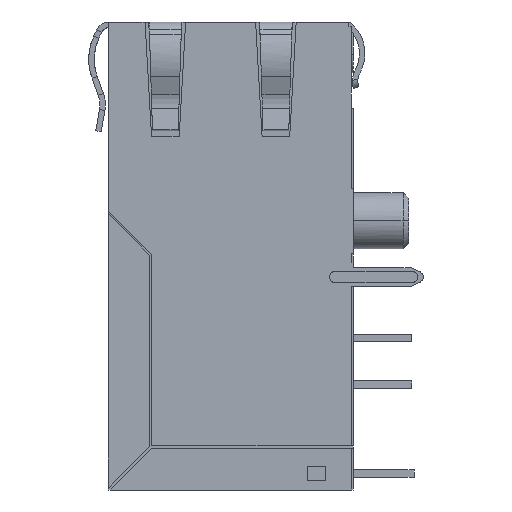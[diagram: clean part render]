
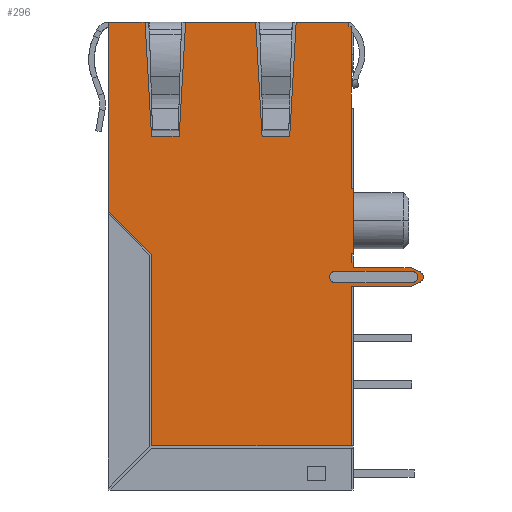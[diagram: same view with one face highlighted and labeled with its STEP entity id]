
A CAD part, left-side view. The second image highlights one B-rep face of the part: STEP entity #296.
In plain terms, the highlighted planar face has unit normal (-1, 0, 0).
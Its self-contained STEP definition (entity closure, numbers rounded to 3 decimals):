
#296=ADVANCED_FACE('',(#1286,#1287),#1288,.T.);
#1286=FACE_OUTER_BOUND('',#3023,.T.);
#1287=FACE_BOUND('',#3024,.T.);
#1288=PLANE('',#3025);
#3023=EDGE_LOOP('',(#6606,#6607,#6608,#6609,#6610,#6611,#6612,#6613,#6614,#6615,#6616,#6617,#6618,#6619,#6620,#6621,#6622,#6623,#6624,#6625,#6626,#6627,#6628,#6629,#6630,#6631,#6632,#6633));
#3024=EDGE_LOOP('',(#6634,#6635,#6636,#6637));
#3025=AXIS2_PLACEMENT_3D('',#6638,#6639,#6640);
#6606=ORIENTED_EDGE('',*,*,#11477,.T.);
#6607=ORIENTED_EDGE('',*,*,#11478,.T.);
#6608=ORIENTED_EDGE('',*,*,#10858,.F.);
#6609=ORIENTED_EDGE('',*,*,#11337,.T.);
#6610=ORIENTED_EDGE('',*,*,#11479,.F.);
#6611=ORIENTED_EDGE('',*,*,#11480,.F.);
#6612=ORIENTED_EDGE('',*,*,#11481,.F.);
#6613=ORIENTED_EDGE('',*,*,#11482,.T.);
#6614=ORIENTED_EDGE('',*,*,#11483,.T.);
#6615=ORIENTED_EDGE('',*,*,#11484,.F.);
#6616=ORIENTED_EDGE('',*,*,#11485,.F.);
#6617=ORIENTED_EDGE('',*,*,#11486,.F.);
#6618=ORIENTED_EDGE('',*,*,#11487,.F.);
#6619=ORIENTED_EDGE('',*,*,#10654,.F.);
#6620=ORIENTED_EDGE('',*,*,#11488,.F.);
#6621=ORIENTED_EDGE('',*,*,#11489,.F.);
#6622=ORIENTED_EDGE('',*,*,#11490,.F.);
#6623=ORIENTED_EDGE('',*,*,#10713,.F.);
#6624=ORIENTED_EDGE('',*,*,#11491,.F.);
#6625=ORIENTED_EDGE('',*,*,#11492,.F.);
#6626=ORIENTED_EDGE('',*,*,#10783,.T.);
#6627=ORIENTED_EDGE('',*,*,#10785,.T.);
#6628=ORIENTED_EDGE('',*,*,#10802,.F.);
#6629=ORIENTED_EDGE('',*,*,#11493,.T.);
#6630=ORIENTED_EDGE('',*,*,#11494,.T.);
#6631=ORIENTED_EDGE('',*,*,#11495,.T.);
#6632=ORIENTED_EDGE('',*,*,#10866,.F.);
#6633=ORIENTED_EDGE('',*,*,#11496,.T.);
#6634=ORIENTED_EDGE('',*,*,#11497,.F.);
#6635=ORIENTED_EDGE('',*,*,#11498,.F.);
#6636=ORIENTED_EDGE('',*,*,#11499,.F.);
#6637=ORIENTED_EDGE('',*,*,#11500,.F.);
#6638=CARTESIAN_POINT('',(-8.1,-6.5,12.45));
#6639=DIRECTION('',(-1.0,0.0,0.0));
#6640=DIRECTION('',(0.0,0.0,1.0));
#10654=EDGE_CURVE('',#12696,#12698,#12699,.T.);
#10713=EDGE_CURVE('',#12813,#12807,#12815,.T.);
#10783=EDGE_CURVE('',#12940,#12938,#12941,.T.);
#10785=EDGE_CURVE('',#12938,#12943,#12944,.T.);
#10802=EDGE_CURVE('',#12973,#12943,#12976,.T.);
#10858=EDGE_CURVE('',#13082,#13084,#13085,.T.);
#10866=EDGE_CURVE('',#13098,#13100,#13101,.T.);
#11337=EDGE_CURVE('',#13082,#13904,#13906,.T.);
#11477=EDGE_CURVE('',#14120,#14121,#14122,.T.);
#11478=EDGE_CURVE('',#14121,#13084,#14123,.T.);
#11479=EDGE_CURVE('',#14124,#13904,#14125,.T.);
#11480=EDGE_CURVE('',#14126,#14124,#14127,.T.);
#11481=EDGE_CURVE('',#14128,#14126,#14129,.T.);
#11482=EDGE_CURVE('',#14128,#14130,#14131,.T.);
#11483=EDGE_CURVE('',#14130,#14132,#14133,.T.);
#11484=EDGE_CURVE('',#14134,#14132,#14135,.T.);
#11485=EDGE_CURVE('',#14136,#14134,#14137,.T.);
#11486=EDGE_CURVE('',#14138,#14136,#14139,.T.);
#11487=EDGE_CURVE('',#12698,#14138,#14140,.T.);
#11488=EDGE_CURVE('',#14141,#12696,#14142,.T.);
#11489=EDGE_CURVE('',#14143,#14141,#14144,.T.);
#11490=EDGE_CURVE('',#12807,#14143,#14145,.T.);
#11491=EDGE_CURVE('',#14146,#12813,#14147,.T.);
#11492=EDGE_CURVE('',#12940,#14146,#14148,.T.);
#11493=EDGE_CURVE('',#12973,#14149,#14150,.T.);
#11494=EDGE_CURVE('',#14149,#14151,#14152,.T.);
#11495=EDGE_CURVE('',#14151,#13100,#14153,.T.);
#11496=EDGE_CURVE('',#13098,#14120,#14154,.T.);
#11497=EDGE_CURVE('',#14155,#14156,#14157,.T.);
#11498=EDGE_CURVE('',#14158,#14155,#14159,.T.);
#11499=EDGE_CURVE('',#14160,#14158,#14161,.T.);
#11500=EDGE_CURVE('',#14156,#14160,#14162,.T.);
#12696=VERTEX_POINT('',#15985);
#12698=VERTEX_POINT('',#15988);
#12699=LINE('',#15989,#15990);
#12807=VERTEX_POINT('',#16152);
#12813=VERTEX_POINT('',#16161);
#12815=LINE('',#16164,#16165);
#12938=VERTEX_POINT('',#16356);
#12940=VERTEX_POINT('',#16359);
#12941=LINE('',#16360,#16361);
#12943=VERTEX_POINT('',#16364);
#12944=LINE('',#16365,#16366);
#12973=VERTEX_POINT('',#16410);
#12976=LINE('',#16414,#16415);
#13082=VERTEX_POINT('',#16575);
#13084=VERTEX_POINT('',#16578);
#13085=LINE('',#16579,#16580);
#13098=VERTEX_POINT('',#16599);
#13100=VERTEX_POINT('',#16602);
#13101=LINE('',#16603,#16604);
#13904=VERTEX_POINT('',#17849);
#13906=LINE('',#17852,#17853);
#14120=VERTEX_POINT('',#18388);
#14121=VERTEX_POINT('',#18389);
#14122=LINE('',#18390,#18391);
#14123=LINE('',#18392,#18393);
#14124=VERTEX_POINT('',#18394);
#14125=LINE('',#18395,#18396);
#14126=VERTEX_POINT('',#18397);
#14127=LINE('',#18398,#18399);
#14128=VERTEX_POINT('',#18400);
#14129=LINE('',#18401,#18402);
#14130=VERTEX_POINT('',#18403);
#14131=LINE('',#18404,#18405);
#14132=VERTEX_POINT('',#18406);
#14133=LINE('',#18407,#18408);
#14134=VERTEX_POINT('',#18409);
#14135=LINE('',#18410,#18411);
#14136=VERTEX_POINT('',#18412);
#14137=CIRCLE('',#18413,0.3);
#14138=VERTEX_POINT('',#18414);
#14139=LINE('',#18415,#18416);
#14140=LINE('',#18417,#18418);
#14141=VERTEX_POINT('',#18419);
#14142=LINE('',#18420,#18421);
#14143=VERTEX_POINT('',#18422);
#14144=LINE('',#18423,#18424);
#14145=LINE('',#18425,#18426);
#14146=VERTEX_POINT('',#18427);
#14147=LINE('',#18428,#18429);
#14148=LINE('',#18430,#18431);
#14149=VERTEX_POINT('',#18432);
#14150=LINE('',#18433,#18434);
#14151=VERTEX_POINT('',#18435);
#14152=LINE('',#18436,#18437);
#14153=LINE('',#18438,#18439);
#14154=LINE('',#18440,#18441);
#14155=VERTEX_POINT('',#18442);
#14156=VERTEX_POINT('',#18443);
#14157=LINE('',#18444,#18445);
#14158=VERTEX_POINT('',#18446);
#14159=CIRCLE('',#18447,0.3);
#14160=VERTEX_POINT('',#18448);
#14161=LINE('',#18449,#18450);
#14162=CIRCLE('',#18451,0.3);
#15985=CARTESIAN_POINT('',(-8.1,-6.5,-0.34));
#15988=CARTESIAN_POINT('',(-8.1,-6.5,-0.64));
#15989=CARTESIAN_POINT('',(-8.1,-6.5,-0.34));
#15990=VECTOR('',#21456,1000.0);
#16152=CARTESIAN_POINT('',(-8.1,-6.5,0.16));
#16161=CARTESIAN_POINT('',(-8.1,-6.5,3.66));
#16164=CARTESIAN_POINT('',(-8.1,-6.5,3.66));
#16165=VECTOR('',#21515,1000.0);
#16356=CARTESIAN_POINT('',(-8.1,-6.25,12.45));
#16359=CARTESIAN_POINT('',(-8.1,-6.4,12.45));
#16360=CARTESIAN_POINT('',(-8.1,-6.4,12.45));
#16361=VECTOR('',#21585,1000.0);
#16364=CARTESIAN_POINT('',(-8.1,-6.25,12.7));
#16365=CARTESIAN_POINT('',(-8.1,-6.25,12.45));
#16366=VECTOR('',#21587,1000.0);
#16410=CARTESIAN_POINT('',(-8.1,-3.4,12.7));
#16414=CARTESIAN_POINT('',(-8.1,-3.4,12.7));
#16415=VECTOR('',#21604,1000.0);
#16575=CARTESIAN_POINT('',(-8.1,6.8,12.7));
#16578=CARTESIAN_POINT('',(-8.1,4.8,12.7));
#16579=CARTESIAN_POINT('',(-8.1,6.8,12.7));
#16580=VECTOR('',#21660,1000.0);
#16599=CARTESIAN_POINT('',(-8.1,2.6,12.7));
#16602=CARTESIAN_POINT('',(-8.1,-1.2,12.7));
#16603=CARTESIAN_POINT('',(-8.1,2.6,12.7));
#16604=VECTOR('',#21668,1000.0);
#17849=CARTESIAN_POINT('',(-8.1,6.8,2.441));
#17852=CARTESIAN_POINT('',(-8.1,6.8,12.7));
#17853=VECTOR('',#22193,1000.0);
#18388=CARTESIAN_POINT('',(-8.1,2.95,6.5));
#18389=CARTESIAN_POINT('',(-8.1,4.45,6.5));
#18390=CARTESIAN_POINT('',(-8.1,2.95,6.5));
#18391=VECTOR('',#22293,1000.0);
#18392=CARTESIAN_POINT('',(-8.1,4.45,6.5));
#18393=VECTOR('',#22294,1000.0);
#18394=CARTESIAN_POINT('',(-8.1,4.45,0.091));
#18395=CARTESIAN_POINT('',(-8.1,4.45,0.091));
#18396=VECTOR('',#22295,1000.0);
#18397=CARTESIAN_POINT('',(-8.1,4.45,-10.3));
#18398=CARTESIAN_POINT('',(-8.1,4.45,-10.3));
#18399=VECTOR('',#22296,1000.0);
#18400=CARTESIAN_POINT('',(-8.1,-6.4,-10.3));
#18401=CARTESIAN_POINT('',(-8.1,-6.4,-10.3));
#18402=VECTOR('',#22297,1000.0);
#18403=CARTESIAN_POINT('',(-8.1,-6.4,-1.64));
#18404=CARTESIAN_POINT('',(-8.1,-6.4,-10.3));
#18405=VECTOR('',#22298,1000.0);
#18406=CARTESIAN_POINT('',(-8.1,-9.638,-1.64));
#18407=CARTESIAN_POINT('',(-8.1,-6.4,-1.64));
#18408=VECTOR('',#22299,1000.0);
#18409=CARTESIAN_POINT('',(-8.1,-10.127,-1.412));
#18410=CARTESIAN_POINT('',(-8.1,-10.127,-1.412));
#18411=VECTOR('',#22300,1000.0);
#18412=CARTESIAN_POINT('',(-8.1,-10.127,-0.868));
#18413=AXIS2_PLACEMENT_3D('',#22301,#22302,#22303);
#18414=CARTESIAN_POINT('',(-8.1,-9.638,-0.64));
#18415=CARTESIAN_POINT('',(-8.1,-9.638,-0.64));
#18416=VECTOR('',#22304,1000.0);
#18417=CARTESIAN_POINT('',(-8.1,-6.5,-0.64));
#18418=VECTOR('',#22305,1000.0);
#18419=CARTESIAN_POINT('',(-8.1,-6.4,-0.34));
#18420=CARTESIAN_POINT('',(-8.1,-6.4,-0.34));
#18421=VECTOR('',#22306,1000.0);
#18422=CARTESIAN_POINT('',(-8.1,-6.4,0.16));
#18423=CARTESIAN_POINT('',(-8.1,-6.4,0.16));
#18424=VECTOR('',#22307,1000.0);
#18425=CARTESIAN_POINT('',(-8.1,-6.5,0.16));
#18426=VECTOR('',#22308,1000.0);
#18427=CARTESIAN_POINT('',(-8.1,-6.4,3.66));
#18428=CARTESIAN_POINT('',(-8.1,-6.4,3.66));
#18429=VECTOR('',#22309,1000.0);
#18430=CARTESIAN_POINT('',(-8.1,-6.4,12.45));
#18431=VECTOR('',#22310,1000.0);
#18432=CARTESIAN_POINT('',(-8.1,-3.05,6.5));
#18433=CARTESIAN_POINT('',(-8.1,-3.4,12.7));
#18434=VECTOR('',#22311,1000.0);
#18435=CARTESIAN_POINT('',(-8.1,-1.55,6.5));
#18436=CARTESIAN_POINT('',(-8.1,-3.05,6.5));
#18437=VECTOR('',#22312,1000.0);
#18438=CARTESIAN_POINT('',(-8.1,-1.55,6.5));
#18439=VECTOR('',#22313,1000.0);
#18440=CARTESIAN_POINT('',(-8.1,2.6,12.7));
#18441=VECTOR('',#22314,1000.0);
#18442=CARTESIAN_POINT('',(-8.1,-9.7,-0.84));
#18443=CARTESIAN_POINT('',(-8.1,-5.5,-0.84));
#18444=CARTESIAN_POINT('',(-8.1,-9.7,-0.84));
#18445=VECTOR('',#22315,1000.0);
#18446=CARTESIAN_POINT('',(-8.1,-9.7,-1.44));
#18447=AXIS2_PLACEMENT_3D('',#22316,#22317,#22318);
#18448=CARTESIAN_POINT('',(-8.1,-5.5,-1.44));
#18449=CARTESIAN_POINT('',(-8.1,-5.5,-1.44));
#18450=VECTOR('',#22319,1000.0);
#18451=AXIS2_PLACEMENT_3D('',#22320,#22321,#22322);
#21456=DIRECTION('',(0.0,0.0,-1.0));
#21515=DIRECTION('',(0.0,0.0,-1.0));
#21585=DIRECTION('',(0.0,1.0,0.0));
#21587=DIRECTION('',(0.0,0.0,1.0));
#21604=DIRECTION('',(0.0,-1.0,0.0));
#21660=DIRECTION('',(0.0,-1.0,0.0));
#21668=DIRECTION('',(0.0,-1.0,0.0));
#22193=DIRECTION('',(0.0,0.0,-1.0));
#22293=DIRECTION('',(0.0,1.0,0.0));
#22294=DIRECTION('',(0.0,0.056,0.998));
#22295=DIRECTION('',(0.0,0.707,0.707));
#22296=DIRECTION('',(0.0,0.0,1.0));
#22297=DIRECTION('',(0.0,1.0,0.0));
#22298=DIRECTION('',(0.0,0.0,1.0));
#22299=DIRECTION('',(0.0,-1.0,0.0));
#22300=DIRECTION('',(0.0,0.906,-0.423));
#22301=CARTESIAN_POINT('',(-8.1,-10.0,-1.14));
#22302=DIRECTION('',(1.0,0.0,0.0));
#22303=DIRECTION('',(0.0,-0.423,0.906));
#22304=DIRECTION('',(0.0,-0.906,-0.423));
#22305=DIRECTION('',(0.0,-1.0,0.0));
#22306=DIRECTION('',(0.0,-1.0,0.0));
#22307=DIRECTION('',(0.0,0.0,-1.0));
#22308=DIRECTION('',(0.0,1.0,0.0));
#22309=DIRECTION('',(0.0,-1.0,0.0));
#22310=DIRECTION('',(0.0,0.0,-1.0));
#22311=DIRECTION('',(0.0,0.056,-0.998));
#22312=DIRECTION('',(0.0,1.0,0.0));
#22313=DIRECTION('',(0.0,0.056,0.998));
#22314=DIRECTION('',(0.0,0.056,-0.998));
#22315=DIRECTION('',(0.0,1.0,0.0));
#22316=CARTESIAN_POINT('',(-8.1,-9.7,-1.14));
#22317=DIRECTION('',(-1.0,-0.0,0.0));
#22318=DIRECTION('',(0.0,0.,-1.0));
#22319=DIRECTION('',(0.0,-1.0,0.0));
#22320=CARTESIAN_POINT('',(-8.1,-5.5,-1.14));
#22321=DIRECTION('',(-1.0,0.0,0.0));
#22322=DIRECTION('',(0.0,0.0,1.0));
